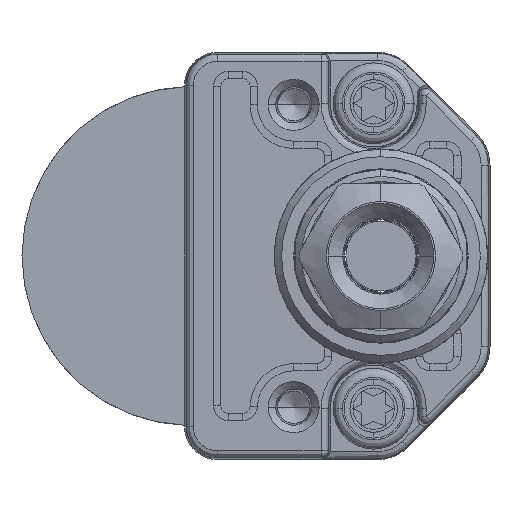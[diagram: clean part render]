
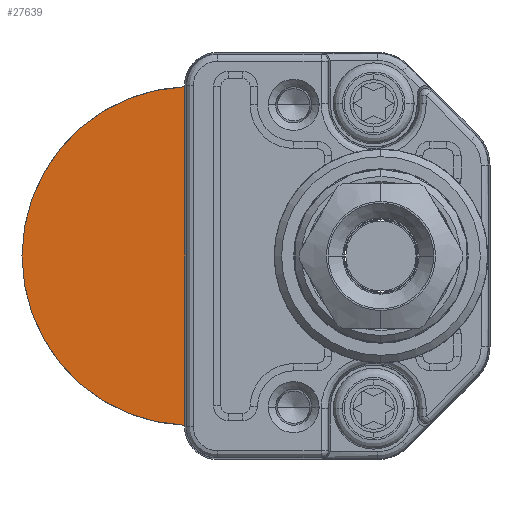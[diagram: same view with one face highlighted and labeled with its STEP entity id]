
A CAD part, left-side view. The second image highlights one B-rep face of the part: STEP entity #27639.
In plain terms, the highlighted planar face has unit normal (-1, 0, 0).
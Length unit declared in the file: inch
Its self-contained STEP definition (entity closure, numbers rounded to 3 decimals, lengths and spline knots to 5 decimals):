
#3279=DIRECTION('',(0.,0.,1.));
#3280=VECTOR('',#3279,0.91659);
#3281=CARTESIAN_POINT('',(0.,0.82677,-0.4583));
#3282=LINE('',#3281,#3280);
#3283=CARTESIAN_POINT('',(0.,0.80846,0.));
#3284=DIRECTION('',(-1.,0.,0.));
#3285=DIRECTION('',(0.,0.04,0.999));
#3286=AXIS2_PLACEMENT_3D('',#3283,#3284,#3285);
#21614=CARTESIAN_POINT('',(0.,0.82677,-0.4583));
#21615=CARTESIAN_POINT('',(0.,0.82677,0.4583));
#21616=VERTEX_POINT('',#21614);
#21617=VERTEX_POINT('',#21615);
#27629=CARTESIAN_POINT('',(0.,0.74941,0.));
#27630=DIRECTION('',(-1.,0.,0.));
#27631=DIRECTION('',(0.,0.,1.));
#27632=AXIS2_PLACEMENT_3D('',#27629,#27630,#27631);
#27633=PLANE('',#27632);
#27634=ORIENTED_EDGE('',*,*,#27617,.F.);
#27636=ORIENTED_EDGE('',*,*,#27635,.F.);
#27637=EDGE_LOOP('',(#27634,#27636));
#27638=FACE_OUTER_BOUND('',#27637,.F.);
#27639=ADVANCED_FACE('',(#27638),#27633,.T.);
#3287=CIRCLE('',#3286,0.45866);
#27617=EDGE_CURVE('',#21616,#21617,#3282,.T.);
#27635=EDGE_CURVE('',#21617,#21616,#3287,.T.);
